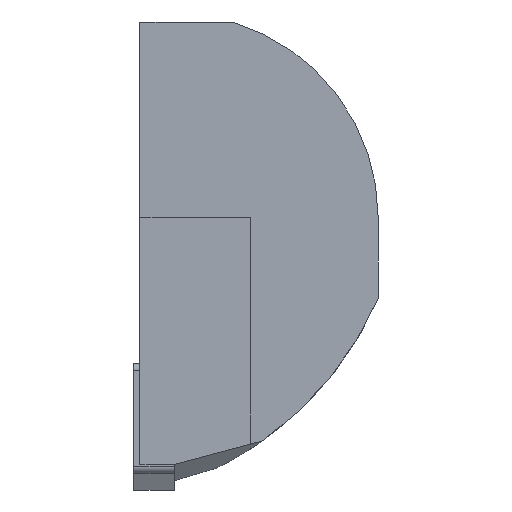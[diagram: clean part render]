
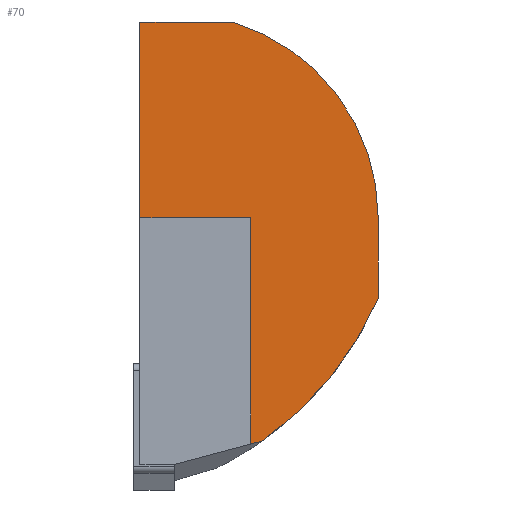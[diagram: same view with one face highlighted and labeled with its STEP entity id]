
A CAD part, left-side view. The second image highlights one B-rep face of the part: STEP entity #70.
In plain terms, the highlighted planar face has unit normal (-1, 0, 0).
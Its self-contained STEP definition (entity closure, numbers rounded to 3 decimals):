
#70=ADVANCED_FACE('',(#122),#99,.T.);
#99=PLANE('',#649);
#122=FACE_OUTER_BOUND('',#153,.T.);
#153=EDGE_LOOP('',(#246,#247,#248,#249,#250,#251,#252,#253));
#182=CIRCLE('',#644,20.);
#183=CIRCLE('',#648,12.);
#246=ORIENTED_EDGE('',*,*,#415,.F.);
#247=ORIENTED_EDGE('',*,*,#446,.T.);
#248=ORIENTED_EDGE('',*,*,#447,.T.);
#249=ORIENTED_EDGE('',*,*,#434,.F.);
#250=ORIENTED_EDGE('',*,*,#443,.T.);
#251=ORIENTED_EDGE('',*,*,#448,.F.);
#252=ORIENTED_EDGE('',*,*,#449,.T.);
#253=ORIENTED_EDGE('',*,*,#417,.F.);
#362=VERTEX_POINT('',#875);
#363=VERTEX_POINT('',#877);
#364=VERTEX_POINT('',#881);
#377=VERTEX_POINT('',#915);
#378=VERTEX_POINT('',#916);
#384=VERTEX_POINT('',#931);
#385=VERTEX_POINT('',#938);
#386=VERTEX_POINT('',#941);
#415=EDGE_CURVE('',#362,#363,#494,.T.);
#417=EDGE_CURVE('',#363,#364,#496,.T.);
#434=EDGE_CURVE('',#377,#378,#504,.T.);
#443=EDGE_CURVE('',#377,#384,#182,.T.);
#446=EDGE_CURVE('',#362,#385,#514,.T.);
#447=EDGE_CURVE('',#385,#378,#515,.T.);
#448=EDGE_CURVE('',#386,#384,#516,.T.);
#449=EDGE_CURVE('',#386,#364,#183,.T.);
#494=LINE('',#876,#552);
#496=LINE('',#880,#554);
#504=LINE('',#914,#562);
#514=LINE('',#937,#572);
#515=LINE('',#939,#573);
#516=LINE('',#940,#574);
#552=VECTOR('',#699,1.);
#554=VECTOR('',#703,1.);
#562=VECTOR('',#737,1.);
#572=VECTOR('',#757,1.);
#573=VECTOR('',#758,1.);
#574=VECTOR('',#759,1.);
#644=AXIS2_PLACEMENT_3D('',#932,#748,#749);
#648=AXIS2_PLACEMENT_3D('',#942,#760,#761);
#649=AXIS2_PLACEMENT_3D('',#943,#762,#763);
#699=DIRECTION('',(0.,0.,1.));
#703=DIRECTION('',(0.,-1.,0.));
#737=DIRECTION('',(0.,0.966,-0.259));
#748=DIRECTION('',(-1.,0.,0.));
#749=DIRECTION('',(0.,-0.578,-0.816));
#757=DIRECTION('',(0.,-1.,0.));
#758=DIRECTION('',(0.,0.,-1.));
#759=DIRECTION('',(0.,0.,-1.));
#760=DIRECTION('',(-1.,0.,0.));
#761=DIRECTION('',(0.,-1.,0.));
#762=DIRECTION('',(-1.,0.,0.));
#763=DIRECTION('',(0.,0.,-1.));
#875=CARTESIAN_POINT('',(0.,3.25,0.));
#876=CARTESIAN_POINT('',(0.,3.25,0.));
#877=CARTESIAN_POINT('',(0.,3.25,11.5));
#880=CARTESIAN_POINT('',(0.,3.25,11.5));
#881=CARTESIAN_POINT('',(0.,-2.178,11.5));
#914=CARTESIAN_POINT('',(0.,-3.952,-13.111));
#915=CARTESIAN_POINT('',(0.,-3.952,-13.111));
#916=CARTESIAN_POINT('',(0.,-3.25,-13.3));
#931=CARTESIAN_POINT('',(0.,-10.75,-4.732));
#932=CARTESIAN_POINT('',(0.,7.605,3.211));
#937=CARTESIAN_POINT('',(0.,3.25,0.));
#938=CARTESIAN_POINT('',(0.,-3.25,0.));
#939=CARTESIAN_POINT('',(0.,-3.25,0.));
#940=CARTESIAN_POINT('',(0.,-10.75,0.));
#941=CARTESIAN_POINT('',(0.,-10.75,0.));
#942=CARTESIAN_POINT('',(0.,1.25,0.));
#943=CARTESIAN_POINT('',(0.,3.25,0.));
